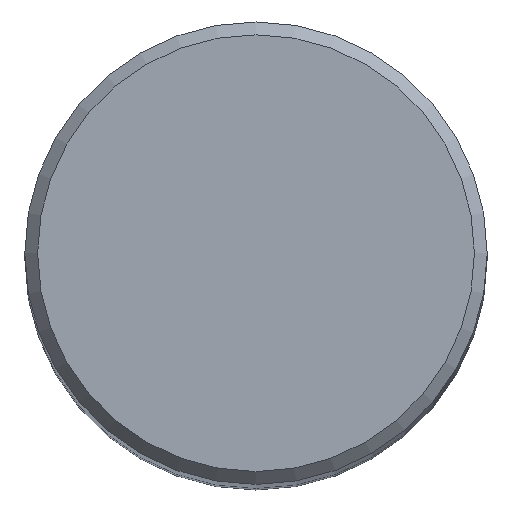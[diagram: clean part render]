
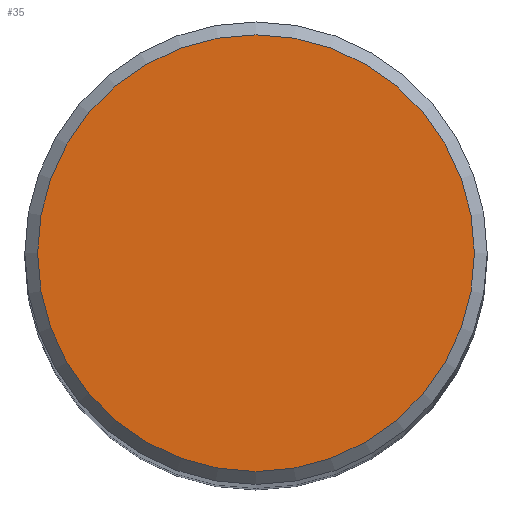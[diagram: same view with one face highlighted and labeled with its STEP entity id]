
A CAD part, top view. The second image highlights one B-rep face of the part: STEP entity #35.
In plain terms, the highlighted planar face has unit normal (0, 0, 1).
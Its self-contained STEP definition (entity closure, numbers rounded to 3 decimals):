
#25 = ORIENTED_EDGE ( 'NONE', *, *, #150, .F. ) ;
#33 = DIRECTION ( 'NONE',  ( 0., 1., 0. ) ) ;
#35 = ADVANCED_FACE ( 'NONE', ( #131 ), #72, .F. ) ;
#44 = DIRECTION ( 'NONE',  ( 0., 0., -1. ) ) ;
#67 = CARTESIAN_POINT ( 'NONE',  ( 0., 0., 125. ) ) ;
#72 = PLANE ( 'NONE',  #80 ) ;
#73 = CIRCLE ( 'NONE', #169, 8.5 ) ;
#80 = AXIS2_PLACEMENT_3D ( 'NONE', #67, #44, #157 ) ;
#110 = EDGE_LOOP ( 'NONE', ( #25 ) ) ;
#118 = CARTESIAN_POINT ( 'NONE',  ( 0., 0., 125. ) ) ;
#131 = FACE_OUTER_BOUND ( 'NONE', #110, .T. ) ;
#145 = CARTESIAN_POINT ( 'NONE',  ( 0., 8.5, 125. ) ) ;
#150 = EDGE_CURVE ( 'NONE', #160, #160, #73, .T. ) ;
#157 = DIRECTION ( 'NONE',  ( 0., 1., 0. ) ) ;
#160 = VERTEX_POINT ( 'NONE', #145 ) ;
#169 = AXIS2_PLACEMENT_3D ( 'NONE', #118, #195, #33 ) ;
#195 = DIRECTION ( 'NONE',  ( 0., 0., -1. ) ) ;
